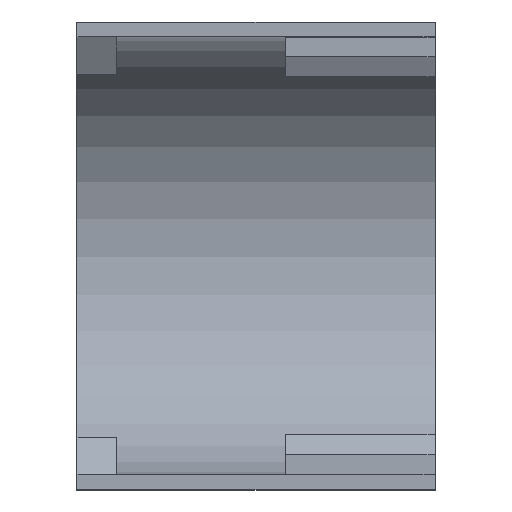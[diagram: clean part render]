
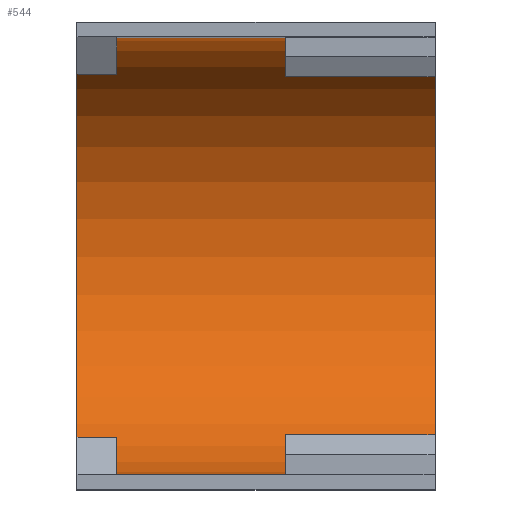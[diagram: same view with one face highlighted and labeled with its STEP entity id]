
A CAD part, top view. The second image highlights one B-rep face of the part: STEP entity #544.
In plain terms, the highlighted cylindrical face has radius 22 mm (diameter 44 mm), a partial arc.
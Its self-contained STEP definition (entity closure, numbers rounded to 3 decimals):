
#15=CIRCLE('',#587,22.);
#16=CIRCLE('',#588,22.);
#19=CYLINDRICAL_SURFACE('',#586,22.);
#40=FACE_OUTER_BOUND('',#68,.T.);
#68=EDGE_LOOP('',(#432,#433,#434,#435));
#104=LINE('',#795,#176);
#134=LINE('',#859,#206);
#176=VECTOR('',#646,10.);
#206=VECTOR('',#700,10.);
#240=VERTEX_POINT('',#792);
#241=VERTEX_POINT('',#794);
#262=VERTEX_POINT('',#856);
#263=VERTEX_POINT('',#858);
#298=EDGE_CURVE('',#241,#240,#104,.T.);
#328=EDGE_CURVE('',#240,#262,#15,.T.);
#329=EDGE_CURVE('',#263,#262,#134,.T.);
#330=EDGE_CURVE('',#263,#241,#16,.T.);
#432=ORIENTED_EDGE('',*,*,#328,.T.);
#433=ORIENTED_EDGE('',*,*,#329,.F.);
#434=ORIENTED_EDGE('',*,*,#330,.T.);
#435=ORIENTED_EDGE('',*,*,#298,.T.);
#544=ADVANCED_FACE('',(#40),#19,.F.);
#586=AXIS2_PLACEMENT_3D('',#855,#696,#697);
#587=AXIS2_PLACEMENT_3D('',#857,#698,#699);
#588=AXIS2_PLACEMENT_3D('',#860,#701,#702);
#646=DIRECTION('',(1.,0.,0.));
#696=DIRECTION('center_axis',(-1.,0.,0.));
#697=DIRECTION('ref_axis',(0.,0.,-1.));
#698=DIRECTION('center_axis',(1.,0.,0.));
#699=DIRECTION('ref_axis',(0.,0.,1.));
#700=DIRECTION('',(1.,0.,0.));
#701=DIRECTION('center_axis',(-1.,0.,0.));
#702=DIRECTION('ref_axis',(0.,0.,1.));
#792=CARTESIAN_POINT('',(36.,1.5,-20.));
#794=CARTESIAN_POINT('',(0.,1.5,-20.));
#795=CARTESIAN_POINT('',(0.,1.5,-20.));
#855=CARTESIAN_POINT('Origin',(0.,23.5,-20.));
#856=CARTESIAN_POINT('',(36.,45.5,-20.));
#857=CARTESIAN_POINT('Origin',(36.,23.5,-20.));
#858=CARTESIAN_POINT('',(0.,45.5,-20.));
#859=CARTESIAN_POINT('',(0.,45.5,-20.));
#860=CARTESIAN_POINT('Origin',(0.,23.5,-20.));
